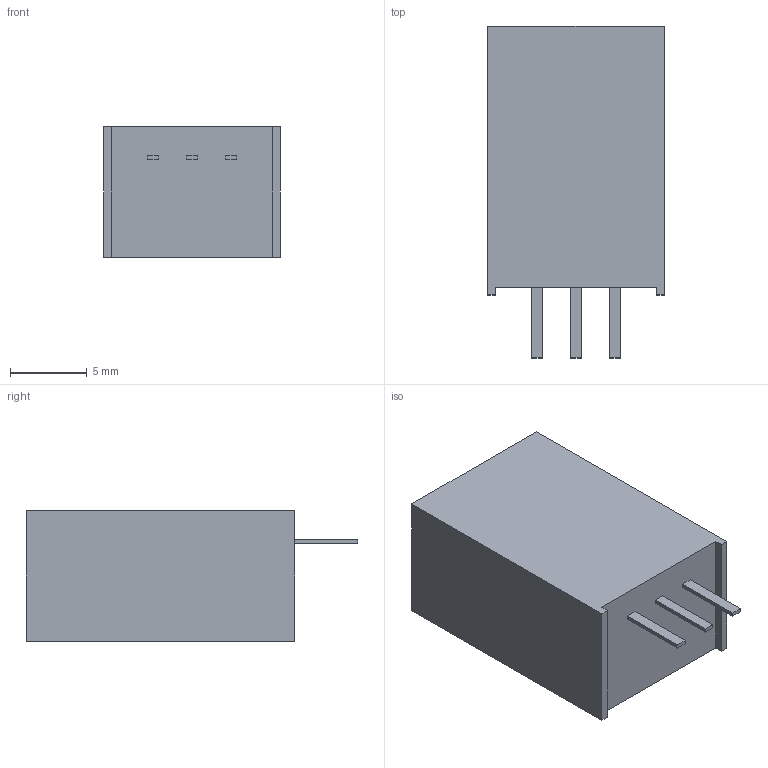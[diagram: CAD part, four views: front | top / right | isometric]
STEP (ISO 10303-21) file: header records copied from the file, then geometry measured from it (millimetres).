
FILE_DESCRIPTION (( 'STEP AP214' ), '1' );
FILE_NAME ('SIP3.STEP', '2019-04-11T07:21:49', ( '' ), ( '' ), 'SwSTEP 2.0', 'SolidWorks 2018', '' );
FILE_SCHEMA (( 'AUTOMOTIVE_DESIGN' ));
Length unit declared in the file: millimetre
Products named in the file (3): Body; Pin; SIP3
Assembly tree (4 placements, depth 2):
  SIP3
    Body
    Pin  x3
Bounding box: 11.5 x 21.6 x 8.5 mm (x, y, z)
Volume: 1667.5 mm3; surface area: 921.3 mm2
Topology: 4 solids, 4 shells, 104 faces, 264 edges, 176 vertices
Faces by surface type: plane 75, bspline 27, cylinder 2
Entity records: 4518 total; most frequent: CARTESIAN_POINT 2246, ORIENTED_EDGE 480, DIRECTION 334, EDGE_CURVE 240, LINE 182, VECTOR 182, VERTEX_POINT 160, EDGE_LOOP 100
